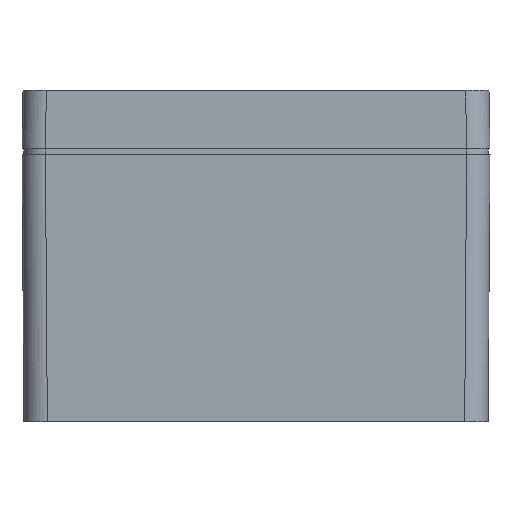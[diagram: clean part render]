
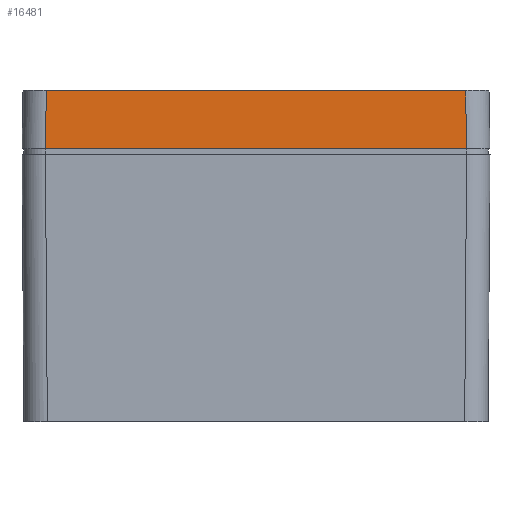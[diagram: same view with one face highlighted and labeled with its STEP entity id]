
A CAD part, front view. The second image highlights one B-rep face of the part: STEP entity #16481.
In plain terms, the highlighted planar face has unit normal (0, -1, 0.018).
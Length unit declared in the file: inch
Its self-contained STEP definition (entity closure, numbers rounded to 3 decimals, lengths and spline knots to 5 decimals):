
#88 = CARTESIAN_POINT ( 'NONE',  ( -2.117, -2.39255, 0.51692 ) ) ;
#196 = CARTESIAN_POINT ( 'NONE',  ( -2.12086, -2.39642, 0.29541 ) ) ;
#215 = CARTESIAN_POINT ( 'NONE',  ( -2.12602, -2.40157, 0. ) ) ;
#877 = CARTESIAN_POINT ( 'NONE',  ( 2.11672, -2.39228, 0.53253 ) ) ;
#976 = DIRECTION ( 'NONE',  ( -1., 0., 0. ) ) ;
#1375 = CARTESIAN_POINT ( 'NONE',  ( -2.11696, -2.39249, 0.52051 ) ) ;
#1482 = CARTESIAN_POINT ( 'NONE',  ( -2.12087, -2.39642, 0.29529 ) ) ;
#1580 = CARTESIAN_POINT ( 'NONE',  ( -2.11672, -2.39155, 0.57435 ) ) ;
#1681 = CARTESIAN_POINT ( 'NONE',  ( -2.11699, -2.39254, 0.51778 ) ) ;
#1725 = VECTOR ( 'NONE', #7239, 39.37008 ) ;
#1791 = CARTESIAN_POINT ( 'NONE',  ( -2.11693, -2.39242, 0.52451 ) ) ;
#2668 = FACE_OUTER_BOUND ( 'NONE', #13396, .T. ) ;
#2671 = CARTESIAN_POINT ( 'NONE',  ( 2.10785, -2.38341, 1.04093 ) ) ;
#3274 = CARTESIAN_POINT ( 'NONE',  ( -2.12086, -2.39642, 0.29556 ) ) ;
#3528 = CARTESIAN_POINT ( 'NONE',  ( 2.55122, -2.40157, 0. ) ) ;
#3642 = LINE ( 'NONE', #10106, #17701 ) ;
#4572 = CARTESIAN_POINT ( 'NONE',  ( -2.11799, -2.39358, 0.45819 ) ) ;
#4669 = CARTESIAN_POINT ( 'NONE',  ( -2.11829, -2.39384, 0.44305 ) ) ;
#4876 = CARTESIAN_POINT ( 'NONE',  ( -2.11814, -2.39371, 0.45071 ) ) ;
#4978 = CARTESIAN_POINT ( 'NONE',  ( -2.11825, -2.39381, 0.44489 ) ) ;
#5164 = ORIENTED_EDGE ( 'NONE', *, *, #18312, .T. ) ;
#5322 = EDGE_CURVE ( 'NONE', #19018, #20814, #3642, .T. ) ;
#5412 = AXIS2_PLACEMENT_3D ( 'NONE', #16907, #15417, #976 ) ;
#5565 = ORIENTED_EDGE ( 'NONE', *, *, #12638, .F. ) ;
#6215 = EDGE_CURVE ( 'NONE', #14602, #12429, #11574, .T. ) ;
#6260 = CARTESIAN_POINT ( 'NONE',  ( -2.11672, -2.39126, 0.59055 ) ) ;
#6288 = ORIENTED_EDGE ( 'NONE', *, *, #14389, .F. ) ;
#6483 = DIRECTION ( 'NONE',  ( 1., 0., 0. ) ) ;
#6563 = CARTESIAN_POINT ( 'NONE',  ( -2.11821, -2.39378, 0.44685 ) ) ;
#6681 = ORIENTED_EDGE ( 'NONE', *, *, #6215, .T. ) ;
#6818 = B_SPLINE_CURVE_WITH_KNOTS ( 'NONE', 3,
 ( #6260, #1580, #19239, #8046, #1791, #1375, #14322, #1681, #19138, #88, #16341, #15924, #19334, #4572, #4876, #6563, #4978, #9439, #14736, #20826, #4669, #16031, #12726, #21018, #17839, #17941, #12925, #11330, #9741, #16228, #8156, #13032, #3274, #196, #1482, #11026, #17633, #14627 ),
 .UNSPECIFIED., .F., .F.,
 ( 4, 1, 1, 1, 1, 1, 2, 2, 1, 1, 1, 1, 1, 1, 1, 1, 2, 2, 1, 1, 1, 1, 1, 1, 1, 1, 1, 2, 2, 4 ),
 ( 0., 0.0625, 0.09375, 0.10938, 0.11719, 0.12109, 0.12305, 0.125, 0.1875, 0.21875, 0.23438, 0.24219, 0.24609, 0.24805, 0.24902, 0.24951, 0.24976, 0.25, 0.375, 0.4375, 0.46875, 0.48438, 0.49219, 0.49609, 0.49805, 0.49902, 0.49951, 0.49976, 0.5, 1. ),
 .UNSPECIFIED. ) ;
#7239 = DIRECTION ( 'NONE',  ( 0.017, -0.017, -1. ) ) ;
#8046 = CARTESIAN_POINT ( 'NONE',  ( -2.11686, -2.39227, 0.53314 ) ) ;
#8156 = CARTESIAN_POINT ( 'NONE',  ( -2.12085, -2.3964, 0.29628 ) ) ;
#9413 = CARTESIAN_POINT ( 'NONE',  ( 2.11672, -2.39126, 0.59055 ) ) ;
#9439 = CARTESIAN_POINT ( 'NONE',  ( -2.11827, -2.39383, 0.4439 ) ) ;
#9741 = CARTESIAN_POINT ( 'NONE',  ( -2.1208, -2.39635, 0.29929 ) ) ;
#9803 = VERTEX_POINT ( 'NONE', #14561 ) ;
#9926 = CARTESIAN_POINT ( 'NONE',  ( 2.12602, -2.40157, 0. ) ) ;
#10106 = CARTESIAN_POINT ( 'NONE',  ( 2.82225, -2.39127, 0.59055 ) ) ;
#11026 = CARTESIAN_POINT ( 'NONE',  ( -2.12152, -2.39711, 0.25589 ) ) ;
#11330 = CARTESIAN_POINT ( 'NONE',  ( -2.12073, -2.39628, 0.30326 ) ) ;
#11574 = LINE ( 'NONE', #3528, #18104 ) ;
#12014 = CARTESIAN_POINT ( 'NONE',  ( 2.11672, -2.39126, 0.59055 ) ) ;
#12429 = VERTEX_POINT ( 'NONE', #9926 ) ;
#12538 = LINE ( 'NONE', #2671, #1725 ) ;
#12638 = EDGE_CURVE ( 'NONE', #9803, #12429, #12538, .T. ) ;
#12726 = CARTESIAN_POINT ( 'NONE',  ( -2.11853, -2.39406, 0.4306 ) ) ;
#12925 = CARTESIAN_POINT ( 'NONE',  ( -2.1206, -2.39614, 0.31108 ) ) ;
#13032 = CARTESIAN_POINT ( 'NONE',  ( -2.12086, -2.39641, 0.29577 ) ) ;
#13396 = EDGE_LOOP ( 'NONE', ( #15162, #5164, #6681, #5565, #6288 ) ) ;
#13460 = B_SPLINE_CURVE_WITH_KNOTS ( 'NONE', 3,
 ( #12014, #16909, #15418, #877 ),
 .UNSPECIFIED., .F., .F.,
 ( 4, 4 ),
 ( 0., 1. ),
 .UNSPECIFIED. ) ;
#14322 = CARTESIAN_POINT ( 'NONE',  ( -2.11698, -2.39252, 0.51859 ) ) ;
#14389 = EDGE_CURVE ( 'NONE', #20814, #9803, #13460, .T. ) ;
#14561 = CARTESIAN_POINT ( 'NONE',  ( 2.11672, -2.39228, 0.53253 ) ) ;
#14602 = VERTEX_POINT ( 'NONE', #215 ) ;
#14627 = CARTESIAN_POINT ( 'NONE',  ( -2.12602, -2.40157, 0. ) ) ;
#14736 = CARTESIAN_POINT ( 'NONE',  ( -2.11828, -2.39384, 0.4434 ) ) ;
#14993 = DIRECTION ( 'NONE',  ( 1., 0., 0. ) ) ;
#15162 = ORIENTED_EDGE ( 'NONE', *, *, #5322, .F. ) ;
#15417 = DIRECTION ( 'NONE',  ( 0., -1., 0.017 ) ) ;
#15418 = CARTESIAN_POINT ( 'NONE',  ( 2.11672, -2.39194, 0.55187 ) ) ;
#15924 = CARTESIAN_POINT ( 'NONE',  ( -2.11728, -2.39291, 0.49629 ) ) ;
#16031 = CARTESIAN_POINT ( 'NONE',  ( -2.11829, -2.39384, 0.44293 ) ) ;
#16228 = CARTESIAN_POINT ( 'NONE',  ( -2.12083, -2.39639, 0.29728 ) ) ;
#16341 = CARTESIAN_POINT ( 'NONE',  ( -2.11707, -2.39267, 0.51032 ) ) ;
#16481 = ADVANCED_FACE ( 'NONE', ( #2668 ), #20525, .T. ) ;
#16557 = CARTESIAN_POINT ( 'NONE',  ( -2.11672, -2.39126, 0.59055 ) ) ;
#16907 = CARTESIAN_POINT ( 'NONE',  ( 2.55122, -2.40261, -0.05906 ) ) ;
#16909 = CARTESIAN_POINT ( 'NONE',  ( 2.11672, -2.3916, 0.57121 ) ) ;
#17633 = CARTESIAN_POINT ( 'NONE',  ( -2.12324, -2.39883, 0.15747 ) ) ;
#17701 = VECTOR ( 'NONE', #14993, 39.37008 ) ;
#17839 = CARTESIAN_POINT ( 'NONE',  ( -2.11987, -2.39539, 0.35448 ) ) ;
#17941 = CARTESIAN_POINT ( 'NONE',  ( -2.12035, -2.39588, 0.32622 ) ) ;
#18104 = VECTOR ( 'NONE', #6483, 39.37008 ) ;
#18312 = EDGE_CURVE ( 'NONE', #19018, #14602, #6818, .T. ) ;
#19018 = VERTEX_POINT ( 'NONE', #16557 ) ;
#19138 = CARTESIAN_POINT ( 'NONE',  ( -2.117, -2.39255, 0.51725 ) ) ;
#19239 = CARTESIAN_POINT ( 'NONE',  ( -2.11676, -2.39192, 0.55297 ) ) ;
#19334 = CARTESIAN_POINT ( 'NONE',  ( -2.11772, -2.39333, 0.47218 ) ) ;
#20525 = PLANE ( 'NONE',  #5412 ) ;
#20814 = VERTEX_POINT ( 'NONE', #9413 ) ;
#20826 = CARTESIAN_POINT ( 'NONE',  ( -2.11828, -2.39384, 0.44319 ) ) ;
#21018 = CARTESIAN_POINT ( 'NONE',  ( -2.11904, -2.39454, 0.40292 ) ) ;
